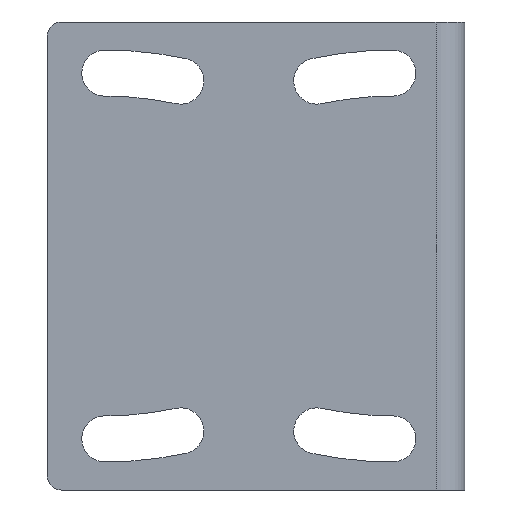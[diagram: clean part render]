
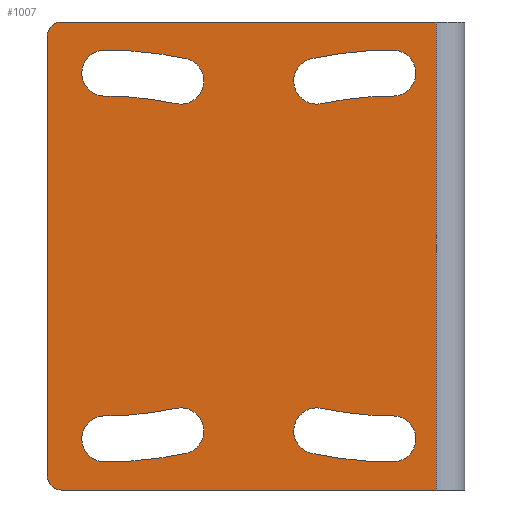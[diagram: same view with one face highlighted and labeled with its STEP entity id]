
A CAD part, left-side view. The second image highlights one B-rep face of the part: STEP entity #1007.
In plain terms, the highlighted planar face has unit normal (-1, 0, 0).
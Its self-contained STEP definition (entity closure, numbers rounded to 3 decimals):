
#5=DIRECTION('',(0.,-1.,0.));
#6=VECTOR('',#5,26.);
#7=CARTESIAN_POINT('',(0.,28.,-16.25));
#8=LINE('',#7,#6);
#144=CARTESIAN_POINT('',(0.,25.,12.7));
#145=DIRECTION('',(1.,0.,0.));
#146=DIRECTION('',(0.,-0.208,-0.978));
#147=AXIS2_PLACEMENT_3D('',#144,#145,#146);
#149=CARTESIAN_POINT('',(0.,19.719,-12.145));
#150=DIRECTION('',(1.,0.,0.));
#151=DIRECTION('',(0.,0.208,0.978));
#152=AXIS2_PLACEMENT_3D('',#149,#150,#151);
#154=CARTESIAN_POINT('',(0.,25.,12.7));
#155=DIRECTION('',(1.,0.,0.));
#156=DIRECTION('',(0.,-0.208,-0.978));
#157=AXIS2_PLACEMENT_3D('',#154,#155,#156);
#159=CARTESIAN_POINT('',(0.,25.,-12.7));
#160=DIRECTION('',(1.,0.,0.));
#161=DIRECTION('',(0.,0.,-1.));
#162=AXIS2_PLACEMENT_3D('',#159,#160,#161);
#164=CARTESIAN_POINT('',(0.,25.,-12.7));
#165=DIRECTION('',(1.,0.,0.));
#166=DIRECTION('',(0.,0.,1.));
#167=AXIS2_PLACEMENT_3D('',#164,#165,#166);
#169=CARTESIAN_POINT('',(0.,25.,12.7));
#170=DIRECTION('',(1.,0.,0.));
#171=DIRECTION('',(0.,0.,-1.));
#172=AXIS2_PLACEMENT_3D('',#169,#170,#171);
#174=CARTESIAN_POINT('',(0.,25.,-12.7));
#175=DIRECTION('',(1.,0.,0.));
#176=DIRECTION('',(0.,0.,1.));
#177=AXIS2_PLACEMENT_3D('',#174,#175,#176);
#179=CARTESIAN_POINT('',(0.,19.719,12.145));
#180=DIRECTION('',(1.,0.,0.));
#181=DIRECTION('',(0.,-0.208,0.978));
#182=AXIS2_PLACEMENT_3D('',#179,#180,#181);
#184=CARTESIAN_POINT('',(0.,28.,15.25));
#185=DIRECTION('',(-1.,0.,0.));
#186=DIRECTION('',(0.,0.,1.));
#187=AXIS2_PLACEMENT_3D('',#184,#185,#186);
#189=DIRECTION('',(0.,0.,-1.));
#190=VECTOR('',#189,32.5);
#191=CARTESIAN_POINT('',(0.,2.,16.25));
#192=LINE('',#191,#190);
#193=CARTESIAN_POINT('',(0.,28.,-15.25));
#194=DIRECTION('',(-1.,0.,0.));
#195=DIRECTION('',(0.,1.,0.));
#196=AXIS2_PLACEMENT_3D('',#193,#194,#195);
#198=DIRECTION('',(0.,0.,1.));
#199=VECTOR('',#198,30.5);
#200=CARTESIAN_POINT('',(0.,29.,-15.25));
#201=LINE('',#200,#199);
#202=CARTESIAN_POINT('',(0.,5.,12.7));
#203=DIRECTION('',(-1.,0.,0.));
#204=DIRECTION('',(0.,0.208,-0.978));
#205=AXIS2_PLACEMENT_3D('',#202,#203,#204);
#207=CARTESIAN_POINT('',(0.,5.,-12.7));
#208=DIRECTION('',(-1.,0.,0.));
#209=DIRECTION('',(0.,0.,-1.));
#210=AXIS2_PLACEMENT_3D('',#207,#208,#209);
#212=CARTESIAN_POINT('',(0.,5.,12.7));
#213=DIRECTION('',(-1.,0.,0.));
#214=DIRECTION('',(0.,0.208,-0.978));
#215=AXIS2_PLACEMENT_3D('',#212,#213,#214);
#217=CARTESIAN_POINT('',(0.,10.281,-12.145));
#218=DIRECTION('',(-1.,0.,0.));
#219=DIRECTION('',(0.,-0.208,0.978));
#220=AXIS2_PLACEMENT_3D('',#217,#218,#219);
#222=CARTESIAN_POINT('',(0.,5.,-12.7));
#223=DIRECTION('',(-1.,0.,0.));
#224=DIRECTION('',(0.,0.,1.));
#225=AXIS2_PLACEMENT_3D('',#222,#223,#224);
#227=CARTESIAN_POINT('',(0.,10.281,12.145));
#228=DIRECTION('',(-1.,0.,0.));
#229=DIRECTION('',(0.,0.208,0.978));
#230=AXIS2_PLACEMENT_3D('',#227,#228,#229);
#232=CARTESIAN_POINT('',(0.,5.,-12.7));
#233=DIRECTION('',(-1.,0.,0.));
#234=DIRECTION('',(0.,0.,1.));
#235=AXIS2_PLACEMENT_3D('',#232,#233,#234);
#237=CARTESIAN_POINT('',(0.,5.,12.7));
#238=DIRECTION('',(-1.,0.,0.));
#239=DIRECTION('',(0.,0.,-1.));
#240=AXIS2_PLACEMENT_3D('',#237,#238,#239);
#307=DIRECTION('',(0.,-1.,0.));
#308=VECTOR('',#307,26.);
#309=CARTESIAN_POINT('',(0.,28.,16.25));
#310=LINE('',#309,#308);
#679=CARTESIAN_POINT('',(0.,19.386,-13.71));
#680=CARTESIAN_POINT('',(0.,25.,-14.3));
#681=VERTEX_POINT('',#679);
#682=VERTEX_POINT('',#680);
#683=CARTESIAN_POINT('',(0.,25.,-11.1));
#684=VERTEX_POINT('',#683);
#685=CARTESIAN_POINT('',(0.,20.052,-10.58));
#686=VERTEX_POINT('',#685);
#687=CARTESIAN_POINT('',(0.,25.,14.3));
#688=CARTESIAN_POINT('',(0.,19.386,13.71));
#689=VERTEX_POINT('',#687);
#690=VERTEX_POINT('',#688);
#691=CARTESIAN_POINT('',(0.,20.052,10.58));
#692=VERTEX_POINT('',#691);
#693=CARTESIAN_POINT('',(0.,25.,11.1));
#694=VERTEX_POINT('',#693);
#711=CARTESIAN_POINT('',(0.,28.,16.25));
#712=CARTESIAN_POINT('',(0.,29.,15.25));
#713=VERTEX_POINT('',#711);
#714=VERTEX_POINT('',#712);
#723=CARTESIAN_POINT('',(0.,29.,-15.25));
#724=VERTEX_POINT('',#723);
#725=CARTESIAN_POINT('',(0.,28.,-16.25));
#726=VERTEX_POINT('',#725);
#775=CARTESIAN_POINT('',(0.,2.,-16.25));
#776=VERTEX_POINT('',#775);
#779=CARTESIAN_POINT('',(0.,2.,16.25));
#780=VERTEX_POINT('',#779);
#799=CARTESIAN_POINT('',(0.,10.614,-13.71));
#800=CARTESIAN_POINT('',(0.,5.,-14.3));
#801=VERTEX_POINT('',#799);
#802=VERTEX_POINT('',#800);
#803=CARTESIAN_POINT('',(0.,5.,-11.1));
#804=VERTEX_POINT('',#803);
#805=CARTESIAN_POINT('',(0.,9.948,-10.58));
#806=VERTEX_POINT('',#805);
#807=CARTESIAN_POINT('',(0.,5.,14.3));
#808=CARTESIAN_POINT('',(0.,10.614,13.71));
#809=VERTEX_POINT('',#807);
#810=VERTEX_POINT('',#808);
#811=CARTESIAN_POINT('',(0.,9.948,10.58));
#812=VERTEX_POINT('',#811);
#813=CARTESIAN_POINT('',(0.,5.,11.1));
#814=VERTEX_POINT('',#813);
#951=CARTESIAN_POINT('',(0.,29.,-16.25));
#952=DIRECTION('',(-1.,0.,0.));
#953=DIRECTION('',(0.,-1.,0.));
#954=AXIS2_PLACEMENT_3D('',#951,#952,#953);
#955=PLANE('',#954);
#957=ORIENTED_EDGE('',*,*,#956,.F.);
#959=ORIENTED_EDGE('',*,*,#958,.T.);
#961=ORIENTED_EDGE('',*,*,#960,.T.);
#962=ORIENTED_EDGE('',*,*,#838,.F.);
#963=ORIENTED_EDGE('',*,*,#864,.F.);
#965=ORIENTED_EDGE('',*,*,#964,.T.);
#966=EDGE_LOOP('',(#957,#959,#961,#962,#963,#965));
#967=FACE_OUTER_BOUND('',#966,.F.);
#968=ORIENTED_EDGE('',*,*,#941,.F.);
#970=ORIENTED_EDGE('',*,*,#969,.F.);
#972=ORIENTED_EDGE('',*,*,#971,.T.);
#974=ORIENTED_EDGE('',*,*,#973,.F.);
#975=EDGE_LOOP('',(#968,#970,#972,#974));
#976=FACE_BOUND('',#975,.F.);
#978=ORIENTED_EDGE('',*,*,#977,.F.);
#980=ORIENTED_EDGE('',*,*,#979,.F.);
#982=ORIENTED_EDGE('',*,*,#981,.T.);
#984=ORIENTED_EDGE('',*,*,#983,.F.);
#985=EDGE_LOOP('',(#978,#980,#982,#984));
#986=FACE_BOUND('',#985,.F.);
#988=ORIENTED_EDGE('',*,*,#987,.T.);
#990=ORIENTED_EDGE('',*,*,#989,.T.);
#992=ORIENTED_EDGE('',*,*,#991,.F.);
#994=ORIENTED_EDGE('',*,*,#993,.T.);
#995=EDGE_LOOP('',(#988,#990,#992,#994));
#996=FACE_BOUND('',#995,.F.);
#998=ORIENTED_EDGE('',*,*,#997,.T.);
#1000=ORIENTED_EDGE('',*,*,#999,.T.);
#1002=ORIENTED_EDGE('',*,*,#1001,.F.);
#1004=ORIENTED_EDGE('',*,*,#1003,.T.);
#1005=EDGE_LOOP('',(#998,#1000,#1002,#1004));
#1006=FACE_BOUND('',#1005,.F.);
#1007=ADVANCED_FACE('',(#967,#976,#986,#996,#1006),#955,.T.);
#148=CIRCLE('',#147,27.);
#153=CIRCLE('',#152,1.6);
#158=CIRCLE('',#157,23.8);
#163=CIRCLE('',#162,1.6);
#168=CIRCLE('',#167,27.);
#173=CIRCLE('',#172,1.6);
#178=CIRCLE('',#177,23.8);
#183=CIRCLE('',#182,1.6);
#188=CIRCLE('',#187,1.);
#197=CIRCLE('',#196,1.);
#206=CIRCLE('',#205,27.);
#211=CIRCLE('',#210,1.6);
#216=CIRCLE('',#215,23.8);
#221=CIRCLE('',#220,1.6);
#226=CIRCLE('',#225,27.);
#231=CIRCLE('',#230,1.6);
#236=CIRCLE('',#235,23.8);
#241=CIRCLE('',#240,1.6);
#838=EDGE_CURVE('',#726,#776,#8,.T.);
#864=EDGE_CURVE('',#724,#726,#197,.T.);
#941=EDGE_CURVE('',#681,#682,#148,.T.);
#956=EDGE_CURVE('',#713,#714,#188,.T.);
#958=EDGE_CURVE('',#713,#780,#310,.T.);
#960=EDGE_CURVE('',#780,#776,#192,.T.);
#964=EDGE_CURVE('',#724,#714,#201,.T.);
#969=EDGE_CURVE('',#686,#681,#153,.T.);
#971=EDGE_CURVE('',#686,#684,#158,.T.);
#973=EDGE_CURVE('',#682,#684,#163,.T.);
#977=EDGE_CURVE('',#689,#690,#168,.T.);
#979=EDGE_CURVE('',#694,#689,#173,.T.);
#981=EDGE_CURVE('',#694,#692,#178,.T.);
#983=EDGE_CURVE('',#690,#692,#183,.T.);
#987=EDGE_CURVE('',#801,#802,#206,.T.);
#989=EDGE_CURVE('',#802,#804,#211,.T.);
#991=EDGE_CURVE('',#806,#804,#216,.T.);
#993=EDGE_CURVE('',#806,#801,#221,.T.);
#997=EDGE_CURVE('',#809,#810,#226,.T.);
#999=EDGE_CURVE('',#810,#812,#231,.T.);
#1001=EDGE_CURVE('',#814,#812,#236,.T.);
#1003=EDGE_CURVE('',#814,#809,#241,.T.);
